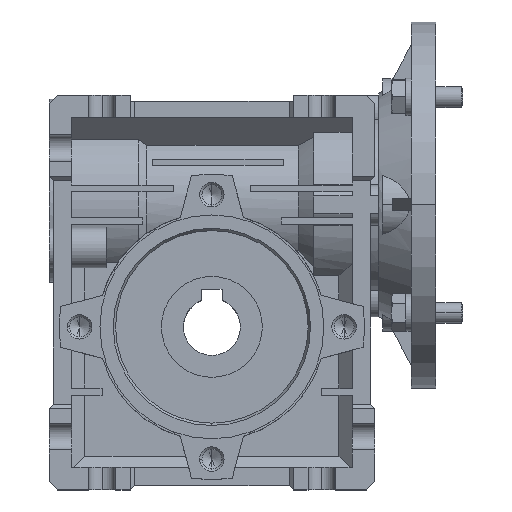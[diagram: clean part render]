
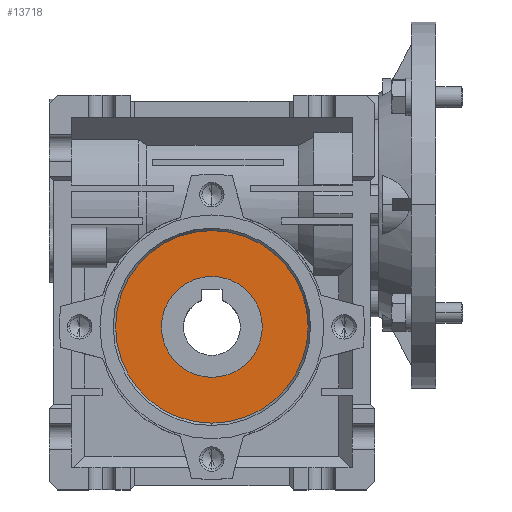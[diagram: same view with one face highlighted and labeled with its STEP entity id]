
A CAD part, top view. The second image highlights one B-rep face of the part: STEP entity #13718.
In plain terms, the highlighted planar face has unit normal (0, 0, 1).
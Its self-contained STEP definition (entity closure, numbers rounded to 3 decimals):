
#395 = EDGE_CURVE ( 'NONE', #25209, #2620, #12871, .T. ) ;
#1523 = EDGE_CURVE ( 'NONE', #5043, #6609, #7928, .T. ) ;
#2620 = VERTEX_POINT ( 'NONE', #16287 ) ;
#2886 = AXIS2_PLACEMENT_3D ( 'NONE', #3055, #14012, #5324 ) ;
#3053 = PLANE ( 'NONE',  #10639 ) ;
#3055 = CARTESIAN_POINT ( 'NONE',  ( 0., 0., 30.5 ) ) ;
#3619 = DIRECTION ( 'NONE',  ( 0., 1., 0. ) ) ;
#5043 = VERTEX_POINT ( 'NONE', #14866 ) ;
#5174 = FACE_OUTER_BOUND ( 'NONE', #20787, .T. ) ;
#5324 = DIRECTION ( 'NONE',  ( 0., 1., 0. ) ) ;
#6609 = VERTEX_POINT ( 'NONE', #14112 ) ;
#7058 = AXIS2_PLACEMENT_3D ( 'NONE', #7401, #17813, #8990 ) ;
#7276 = EDGE_CURVE ( 'NONE', #2620, #25209, #11534, .T. ) ;
#7401 = CARTESIAN_POINT ( 'NONE',  ( 0., 0., 30.5 ) ) ;
#7928 = CIRCLE ( 'NONE', #26997, 12.4 ) ;
#8427 = CIRCLE ( 'NONE', #7058, 12.4 ) ;
#8990 = DIRECTION ( 'NONE',  ( 0., -1., 0. ) ) ;
#10639 = AXIS2_PLACEMENT_3D ( 'NONE', #21973, #15444, #11187 ) ;
#11187 = DIRECTION ( 'NONE',  ( 0., -1., 0. ) ) ;
#11534 = CIRCLE ( 'NONE', #2886, 23.675 ) ;
#12871 = CIRCLE ( 'NONE', #22854, 23.675 ) ;
#13718 = ADVANCED_FACE ( 'NONE', ( #5174, #13720 ), #3053, .F. ) ;
#13720 = FACE_BOUND ( 'NONE', #27053, .T. ) ;
#14012 = DIRECTION ( 'NONE',  ( 0., 0., -1. ) ) ;
#14112 = CARTESIAN_POINT ( 'NONE',  ( 0., -12.4, 30.5 ) ) ;
#14449 = CARTESIAN_POINT ( 'NONE',  ( 0., 0., 30.5 ) ) ;
#14756 = CARTESIAN_POINT ( 'NONE',  ( 0., 0., 30.5 ) ) ;
#14866 = CARTESIAN_POINT ( 'NONE',  ( 0., 12.4, 30.5 ) ) ;
#15282 = ORIENTED_EDGE ( 'NONE', *, *, #395, .F. ) ;
#15444 = DIRECTION ( 'NONE',  ( 0., 0., -1. ) ) ;
#15732 = ORIENTED_EDGE ( 'NONE', *, *, #7276, .F. ) ;
#16287 = CARTESIAN_POINT ( 'NONE',  ( 0., -23.675, 30.5 ) ) ;
#16778 = EDGE_CURVE ( 'NONE', #6609, #5043, #8427, .T. ) ;
#17017 = CARTESIAN_POINT ( 'NONE',  ( 0., 23.675, 30.5 ) ) ;
#17813 = DIRECTION ( 'NONE',  ( 0., 0., -1. ) ) ;
#18609 = DIRECTION ( 'NONE',  ( 0., -1., 0. ) ) ;
#20787 = EDGE_LOOP ( 'NONE', ( #15282, #15732 ) ) ;
#21973 = CARTESIAN_POINT ( 'NONE',  ( 0., 0., 30.5 ) ) ;
#22854 = AXIS2_PLACEMENT_3D ( 'NONE', #14449, #22963, #3619 ) ;
#22963 = DIRECTION ( 'NONE',  ( 0., 0., -1. ) ) ;
#23421 = DIRECTION ( 'NONE',  ( 0., 0., -1. ) ) ;
#24260 = ORIENTED_EDGE ( 'NONE', *, *, #16778, .T. ) ;
#25209 = VERTEX_POINT ( 'NONE', #17017 ) ;
#26997 = AXIS2_PLACEMENT_3D ( 'NONE', #14756, #23421, #18609 ) ;
#27053 = EDGE_LOOP ( 'NONE', ( #24260, #27326 ) ) ;
#27326 = ORIENTED_EDGE ( 'NONE', *, *, #1523, .T. ) ;
